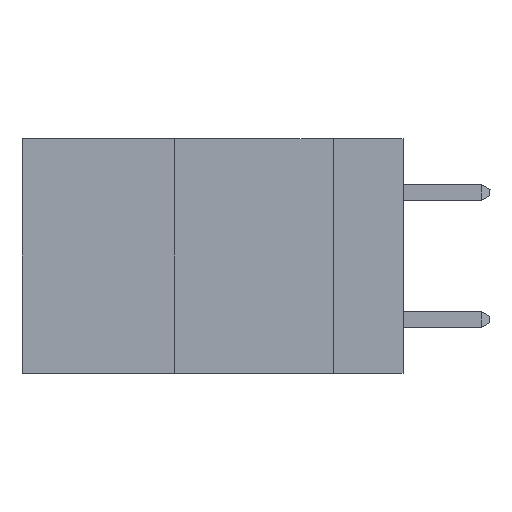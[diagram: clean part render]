
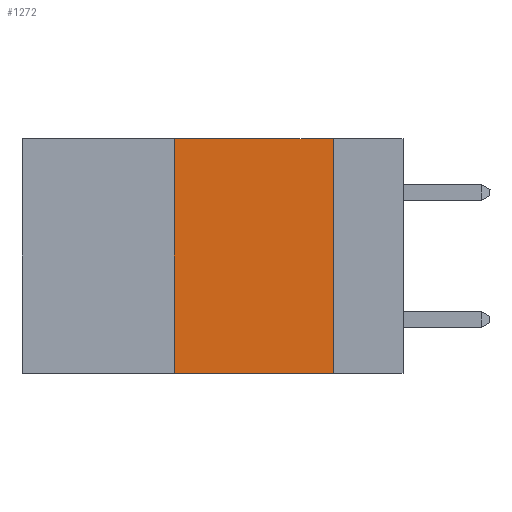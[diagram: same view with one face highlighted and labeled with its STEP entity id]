
A CAD part, left-side view. The second image highlights one B-rep face of the part: STEP entity #1272.
In plain terms, the highlighted planar face has unit normal (-1, 0, 0).
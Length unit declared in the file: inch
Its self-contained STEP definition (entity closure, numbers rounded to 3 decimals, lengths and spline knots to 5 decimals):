
#417 = ORIENTED_EDGE ( 'NONE', *, *, #9900, .F. ) ;
#468 = ORIENTED_EDGE ( 'NONE', *, *, #10412, .F. ) ;
#654 = VERTEX_POINT ( 'NONE', #9289 ) ;
#1044 = EDGE_CURVE ( 'NONE', #5418, #654, #3606, .T. ) ;
#1272 = ADVANCED_FACE ( 'NONE', ( #11073 ), #5383, .F. ) ;
#1283 = AXIS2_PLACEMENT_3D ( 'NONE', #5345, #5307, #4380 ) ;
#3606 = LINE ( 'NONE', #8838, #10495 ) ;
#3649 = EDGE_LOOP ( 'NONE', ( #417, #8028, #468, #4395 ) ) ;
#4199 = VERTEX_POINT ( 'NONE', #7661 ) ;
#4200 = DIRECTION ( 'NONE',  ( 0., 0., 1. ) ) ;
#4269 = LINE ( 'NONE', #8817, #9217 ) ;
#4380 = DIRECTION ( 'NONE',  ( 0., 0., -1. ) ) ;
#4395 = ORIENTED_EDGE ( 'NONE', *, *, #4941, .T. ) ;
#4915 = VECTOR ( 'NONE', #6178, 39.37008 ) ;
#4941 = EDGE_CURVE ( 'NONE', #4199, #7735, #9419, .T. ) ;
#5307 = DIRECTION ( 'NONE',  ( 1., 0., 0. ) ) ;
#5345 = CARTESIAN_POINT ( 'NONE',  ( 0., 0.6, 0. ) ) ;
#5383 = PLANE ( 'NONE',  #1283 ) ;
#5418 = VERTEX_POINT ( 'NONE', #11034 ) ;
#5612 = DIRECTION ( 'NONE',  ( 0., -1., 0. ) ) ;
#6178 = DIRECTION ( 'NONE',  ( 0., -1., 0. ) ) ;
#7661 = CARTESIAN_POINT ( 'NONE',  ( 0., 0.36, -0.37 ) ) ;
#7735 = VERTEX_POINT ( 'NONE', #8055 ) ;
#8028 = ORIENTED_EDGE ( 'NONE', *, *, #1044, .F. ) ;
#8055 = CARTESIAN_POINT ( 'NONE',  ( 0., 0.11, -0.37 ) ) ;
#8757 = LINE ( 'NONE', #10453, #11424 ) ;
#8817 = CARTESIAN_POINT ( 'NONE',  ( 0., 0.11, 0. ) ) ;
#8838 = CARTESIAN_POINT ( 'NONE',  ( 0., 0.6, 0. ) ) ;
#8904 = DIRECTION ( 'NONE',  ( 0., 0., -1. ) ) ;
#9217 = VECTOR ( 'NONE', #8904, 39.37008 ) ;
#9289 = CARTESIAN_POINT ( 'NONE',  ( 0., 0.11, 0. ) ) ;
#9419 = LINE ( 'NONE', #10629, #4915 ) ;
#9900 = EDGE_CURVE ( 'NONE', #654, #7735, #4269, .T. ) ;
#10412 = EDGE_CURVE ( 'NONE', #4199, #5418, #8757, .T. ) ;
#10453 = CARTESIAN_POINT ( 'NONE',  ( 0., 0.36, 0. ) ) ;
#10495 = VECTOR ( 'NONE', #5612, 39.37008 ) ;
#10629 = CARTESIAN_POINT ( 'NONE',  ( 0., 0.6, -0.37 ) ) ;
#11034 = CARTESIAN_POINT ( 'NONE',  ( 0., 0.36, 0. ) ) ;
#11073 = FACE_OUTER_BOUND ( 'NONE', #3649, .T. ) ;
#11424 = VECTOR ( 'NONE', #4200, 39.37008 ) ;
